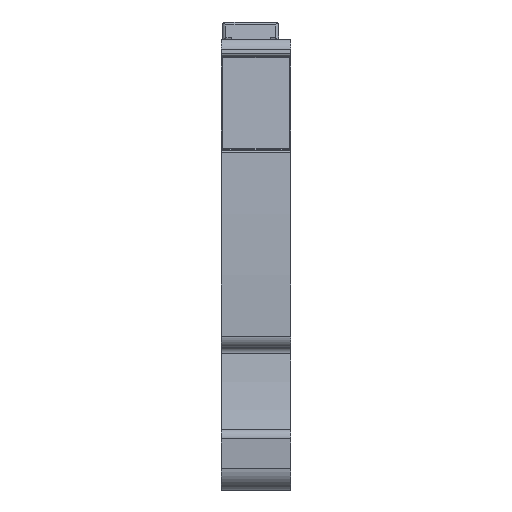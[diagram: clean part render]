
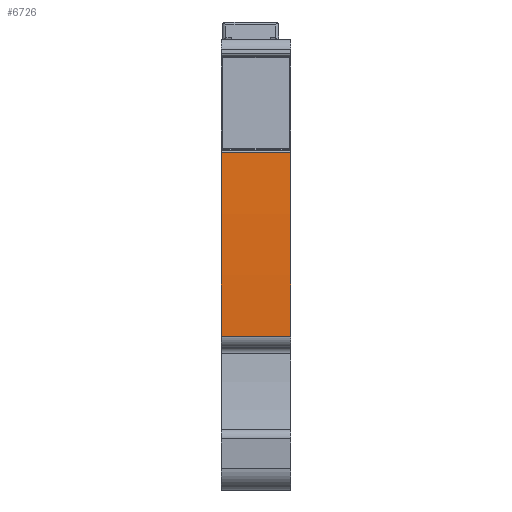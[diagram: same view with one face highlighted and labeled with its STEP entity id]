
A CAD part, front view. The second image highlights one B-rep face of the part: STEP entity #6726.
In plain terms, the highlighted cylindrical face has radius 198.503 mm (diameter 397.006 mm), a partial arc.
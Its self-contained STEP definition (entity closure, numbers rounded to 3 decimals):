
#834=AXIS2_PLACEMENT_3D('Circle Axis2P3D',#832,#833,$) ;
#841=AXIS2_PLACEMENT_3D('Circle Axis2P3D',#839,#840,$) ;
#3811=AXIS2_PLACEMENT_3D('Circle Axis2P3D',#3809,#3810,$) ;
#3818=AXIS2_PLACEMENT_3D('Circle Axis2P3D',#3816,#3817,$) ;
#5957=AXIS2_PLACEMENT_3D('Cylinder Axis2P3D',#5954,#5955,#5956) ;
#829=CARTESIAN_POINT('Vertex',(6.1,1.929,29.464)) ;
#832=CARTESIAN_POINT('Axis2P3D Location',(6.1,200.008,16.501)) ;
#836=CARTESIAN_POINT('Vertex',(6.1,1.528,13.45)) ;
#839=CARTESIAN_POINT('Axis2P3D Location',(6.1,2.529,13.45)) ;
#843=CARTESIAN_POINT('Vertex',(6.1,1.529,13.435)) ;
#3806=CARTESIAN_POINT('Vertex',(0.,1.529,13.435)) ;
#3809=CARTESIAN_POINT('Axis2P3D Location',(0.,2.529,13.45)) ;
#3813=CARTESIAN_POINT('Vertex',(0.,1.528,13.45)) ;
#3816=CARTESIAN_POINT('Axis2P3D Location',(0.,200.008,16.501)) ;
#3820=CARTESIAN_POINT('Vertex',(0.,1.929,29.464)) ;
#5954=CARTESIAN_POINT('Axis2P3D Location',(3.05,200.008,16.501)) ;
#6701=CARTESIAN_POINT('Line Origine',(3.05,1.929,29.464)) ;
#6713=CARTESIAN_POINT('Line Origine',(3.05,1.529,13.435)) ;
#833=DIRECTION('Axis2P3D Direction',(1.,0.,0.)) ;
#840=DIRECTION('Axis2P3D Direction',(1.,0.,0.)) ;
#3810=DIRECTION('Axis2P3D Direction',(1.,0.,0.)) ;
#3817=DIRECTION('Axis2P3D Direction',(1.,0.,0.)) ;
#5955=DIRECTION('Axis2P3D Direction',(1.,0.,0.)) ;
#5956=DIRECTION('Axis2P3D XDirection',(0.,-0.994,0.111)) ;
#6702=DIRECTION('Vector Direction',(1.,0.,0.)) ;
#6714=DIRECTION('Vector Direction',(1.,0.,0.)) ;
#6703=VECTOR('Line Direction',#6702,1.) ;
#6715=VECTOR('Line Direction',#6714,1.) ;
#6719=ORIENTED_EDGE('',*,*,#3822,.T.) ;
#6720=ORIENTED_EDGE('',*,*,#3815,.T.) ;
#6721=ORIENTED_EDGE('',*,*,#6717,.T.) ;
#6722=ORIENTED_EDGE('',*,*,#845,.F.) ;
#6723=ORIENTED_EDGE('',*,*,#838,.F.) ;
#6724=ORIENTED_EDGE('',*,*,#6705,.F.) ;
#6726=ADVANCED_FACE('MLD',(#6725),#5958,.T.) ;
#835=CIRCLE('generated circle',#834,198.503) ;
#842=CIRCLE('generated circle',#841,1.) ;
#3812=CIRCLE('generated circle',#3811,1.) ;
#3819=CIRCLE('generated circle',#3818,198.503) ;
#5958=CYLINDRICAL_SURFACE('generated cylinder',#5957,198.503) ;
#838=EDGE_CURVE('',#830,#837,#835,.T.) ;
#845=EDGE_CURVE('',#837,#844,#842,.T.) ;
#3815=EDGE_CURVE('',#3814,#3807,#3812,.T.) ;
#3822=EDGE_CURVE('',#3821,#3814,#3819,.T.) ;
#6705=EDGE_CURVE('',#3821,#830,#6704,.T.) ;
#6717=EDGE_CURVE('',#3807,#844,#6716,.T.) ;
#6718=EDGE_LOOP('',(#6719,#6720,#6721,#6722,#6723,#6724)) ;
#6725=FACE_OUTER_BOUND('',#6718,.T.) ;
#6704=LINE('Line',#6701,#6703) ;
#6716=LINE('Line',#6713,#6715) ;
#830=VERTEX_POINT('',#829) ;
#837=VERTEX_POINT('',#836) ;
#844=VERTEX_POINT('',#843) ;
#3807=VERTEX_POINT('',#3806) ;
#3814=VERTEX_POINT('',#3813) ;
#3821=VERTEX_POINT('',#3820) ;
